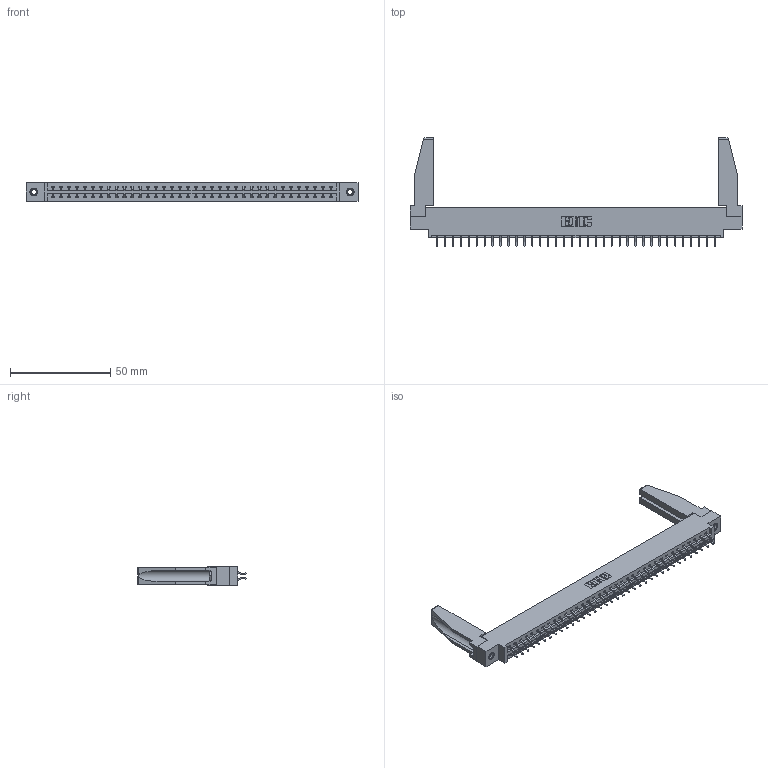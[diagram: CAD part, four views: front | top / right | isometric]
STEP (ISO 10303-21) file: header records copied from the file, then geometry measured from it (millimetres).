
FILE_DESCRIPTION (( 'STEP AP203' ), '1' );
FILE_NAME ('387-072-556-878.STEP', '2019-10-22T00:35:34', ( '' ), ( '' ), 'SwSTEP 2.0', 'SolidWorks 2016', '' );
FILE_SCHEMA (( 'CONFIG_CONTROL_DESIGN' ));
Length unit declared in the file: inch
Products named in the file (5): 337 Part_0.170 Offset - 0.156 Dia-TI; 345-250-001_345-250-001-102; 387-072-556-878; 345-292-001_556 Tail; 307-220-078
Assembly tree (77 placements, depth 2):
  387-072-556-878
    337 Part_0.170 Offset - 0.156 Dia-TI
    345-292-001_556 Tail  x72
    345-250-001_345-250-001-102  x2
    307-220-078  x2
Bounding box: 165.66 x 54.37 x 9.4 mm (x, y, z)
Volume: 21251.5 mm3; surface area: 23314.5 mm2
Topology: 77 solids, 77 shells, 4568 faces, 13541 edges, 8922 vertices
Faces by surface type: plane 3182, cylinder 1370, cone 12, torus 4
Entity records: 31480 total; most frequent: CARTESIAN_POINT 5324, ORIENTED_EDGE 5204, DIRECTION 4534, EDGE_CURVE 2602, LINE 2428, VECTOR 2428, VERTEX_POINT 1728, AXIS2_PLACEMENT_3D 1053
